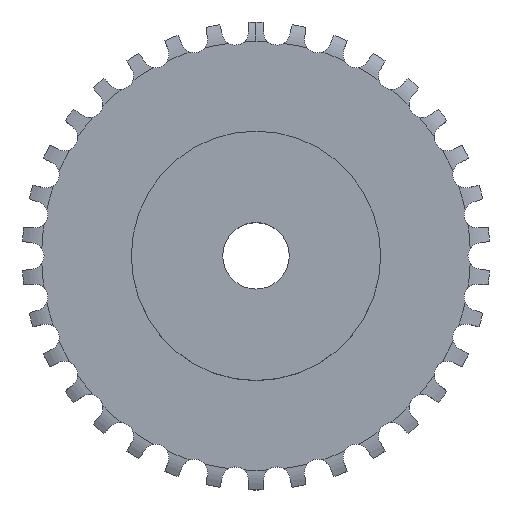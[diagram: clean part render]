
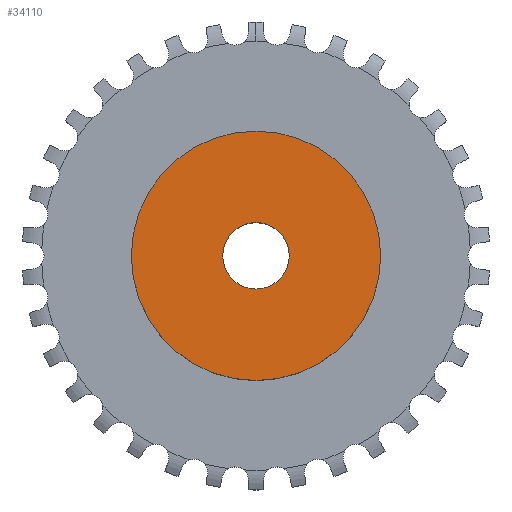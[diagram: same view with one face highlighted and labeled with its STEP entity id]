
A CAD part, top view. The second image highlights one B-rep face of the part: STEP entity #34110.
In plain terms, the highlighted planar face has unit normal (0, 0, 1).
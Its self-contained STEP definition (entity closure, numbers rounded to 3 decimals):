
#5566 = CYLINDRICAL_SURFACE('',#5567,4.);
#5567 = AXIS2_PLACEMENT_3D('',#5568,#5569,#5570);
#5568 = CARTESIAN_POINT('',(0.,0.,5000.));
#5569 = DIRECTION('',(0.,0.,1.));
#5570 = DIRECTION('',(1.,0.,-0.));
#9958 = CYLINDRICAL_SURFACE('',#9959,15.);
#9959 = AXIS2_PLACEMENT_3D('',#9960,#9961,#9962);
#9960 = CARTESIAN_POINT('',(0.,0.,0.));
#9961 = DIRECTION('',(-0.,-0.,-1.));
#9962 = DIRECTION('',(1.,0.,0.));
#27938 = EDGE_CURVE('',#27939,#27939,#27941,.T.);
#27939 = VERTEX_POINT('',#27940);
#27940 = CARTESIAN_POINT('',(4.,0.,13.85));
#27941 = SURFACE_CURVE('',#27942,(#27947,#27954),.PCURVE_S1.);
#27942 = CIRCLE('',#27943,4.);
#27943 = AXIS2_PLACEMENT_3D('',#27944,#27945,#27946);
#27944 = CARTESIAN_POINT('',(0.,0.,13.85));
#27945 = DIRECTION('',(0.,0.,1.));
#27946 = DIRECTION('',(1.,0.,-0.));
#27947 = PCURVE('',#5566,#27948);
#27948 = DEFINITIONAL_REPRESENTATION('',(#27949),#27953);
#27949 = LINE('',#27950,#27951);
#27950 = CARTESIAN_POINT('',(0.,-4986.15));
#27951 = VECTOR('',#27952,1.);
#27952 = DIRECTION('',(1.,0.));
#27953 = ( GEOMETRIC_REPRESENTATION_CONTEXT(2) 
PARAMETRIC_REPRESENTATION_CONTEXT() REPRESENTATION_CONTEXT('2D SPACE',''
  ) );
#27954 = PCURVE('',#27955,#27960);
#27955 = PLANE('',#27956);
#27956 = AXIS2_PLACEMENT_3D('',#27957,#27958,#27959);
#27957 = CARTESIAN_POINT('',(0.,0.,13.85));
#27958 = DIRECTION('',(-0.,0.,1.));
#27959 = DIRECTION('',(0.,-1.,0.));
#27960 = DEFINITIONAL_REPRESENTATION('',(#27961),#27965);
#27961 = CIRCLE('',#27962,4.);
#27962 = AXIS2_PLACEMENT_2D('',#27963,#27964);
#27963 = CARTESIAN_POINT('',(0.,0.));
#27964 = DIRECTION('',(0.,1.));
#27965 = ( GEOMETRIC_REPRESENTATION_CONTEXT(2) 
PARAMETRIC_REPRESENTATION_CONTEXT() REPRESENTATION_CONTEXT('2D SPACE',''
  ) );
#31990 = VERTEX_POINT('',#31991);
#31991 = CARTESIAN_POINT('',(15.,0.,13.85));
#32012 = EDGE_CURVE('',#31990,#31990,#32013,.T.);
#32013 = SURFACE_CURVE('',#32014,(#32019,#32026),.PCURVE_S1.);
#32014 = CIRCLE('',#32015,15.);
#32015 = AXIS2_PLACEMENT_3D('',#32016,#32017,#32018);
#32016 = CARTESIAN_POINT('',(0.,0.,13.85));
#32017 = DIRECTION('',(0.,0.,1.));
#32018 = DIRECTION('',(1.,0.,0.));
#32019 = PCURVE('',#9958,#32020);
#32020 = DEFINITIONAL_REPRESENTATION('',(#32021),#32025);
#32021 = LINE('',#32022,#32023);
#32022 = CARTESIAN_POINT('',(-0.,-13.85));
#32023 = VECTOR('',#32024,1.);
#32024 = DIRECTION('',(-1.,0.));
#32025 = ( GEOMETRIC_REPRESENTATION_CONTEXT(2) 
PARAMETRIC_REPRESENTATION_CONTEXT() REPRESENTATION_CONTEXT('2D SPACE',''
  ) );
#32026 = PCURVE('',#27955,#32027);
#32027 = DEFINITIONAL_REPRESENTATION('',(#32028),#32032);
#32028 = CIRCLE('',#32029,15.);
#32029 = AXIS2_PLACEMENT_2D('',#32030,#32031);
#32030 = CARTESIAN_POINT('',(0.,0.));
#32031 = DIRECTION('',(0.,1.));
#32032 = ( GEOMETRIC_REPRESENTATION_CONTEXT(2) 
PARAMETRIC_REPRESENTATION_CONTEXT() REPRESENTATION_CONTEXT('2D SPACE',''
  ) );
#34110 = ADVANCED_FACE('',(#34111,#34114),#27955,.T.);
#34111 = FACE_BOUND('',#34112,.T.);
#34112 = EDGE_LOOP('',(#34113));
#34113 = ORIENTED_EDGE('',*,*,#32012,.T.);
#34114 = FACE_BOUND('',#34115,.T.);
#34115 = EDGE_LOOP('',(#34116));
#34116 = ORIENTED_EDGE('',*,*,#27938,.F.);
